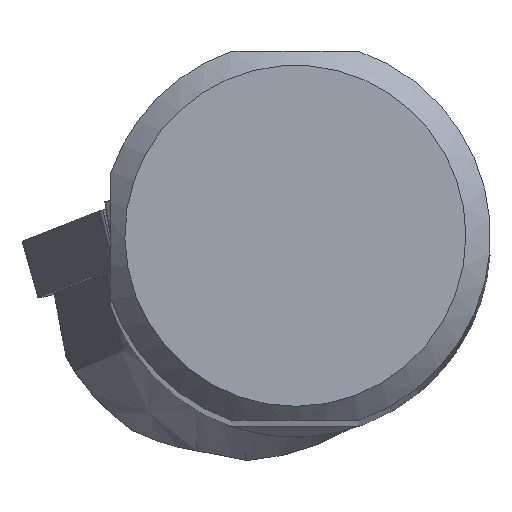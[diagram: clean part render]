
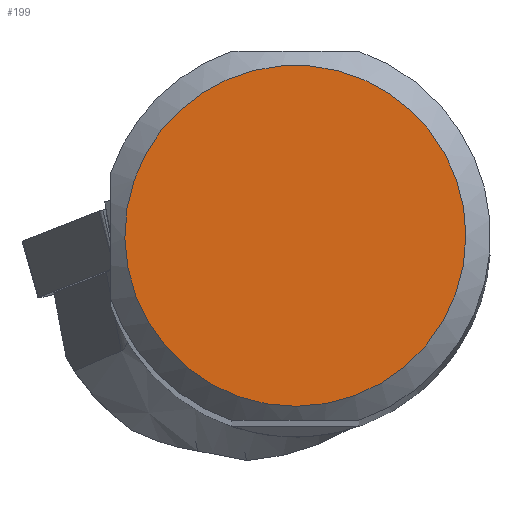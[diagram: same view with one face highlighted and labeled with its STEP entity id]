
A CAD part, top view. The second image highlights one B-rep face of the part: STEP entity #199.
In plain terms, the highlighted planar face has unit normal (0, 0, 1).
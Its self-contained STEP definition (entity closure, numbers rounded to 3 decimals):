
#156=FACE_OUTER_BOUND('',#395,.T.);
#199=ADVANCED_FACE('CU_SU_BP3',(#156),#233,.T.);
#233=PLANE('',#1017);
#395=EDGE_LOOP('',(#555));
#555=ORIENTED_EDGE('',*,*,#819,.T.);
#721=VERTEX_POINT('',#1669);
#819=EDGE_CURVE('',#721,#721,#865,.T.);
#865=CIRCLE('',#1016,13.864);
#1016=AXIS2_PLACEMENT_3D('',#1668,#1226,#1227);
#1017=AXIS2_PLACEMENT_3D('',#1670,#1228,#1229);
#1226=DIRECTION('',(0.,0.,1.));
#1227=DIRECTION('',(1.,0.,0.));
#1228=DIRECTION('',(0.,0.,1.));
#1229=DIRECTION('',(1.,0.,0.));
#1668=CARTESIAN_POINT('',(0.,0.,0.));
#1669=CARTESIAN_POINT('',(13.864,0.,0.));
#1670=CARTESIAN_POINT('',(0.,0.,
0.));
